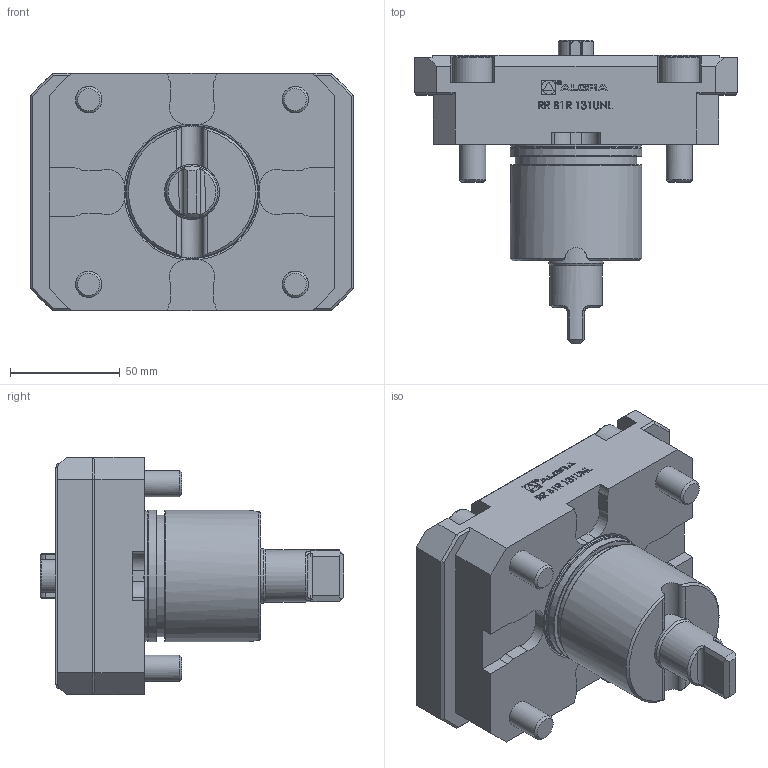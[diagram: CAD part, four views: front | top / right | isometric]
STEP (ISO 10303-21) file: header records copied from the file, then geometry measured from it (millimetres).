
FILE_DESCRIPTION (( 'STEP AP214' ), '1' );
FILE_NAME ('RRB1R131UNL.STEP', '2026-01-22T15:07:58', ( '' ), ( '' ), 'SwSTEP 2.0', 'SolidWorks 2023', '' );
FILE_SCHEMA (( 'AUTOMOTIVE_DESIGN' ));
Length unit declared in the file: millimetre
Products named in the file (1): RRB1R131UNL
Bounding box: 147 x 138.2 x 108 mm (x, y, z)
Volume: 734572.1 mm3; surface area: 71309.7 mm2
Topology: 1 solids, 1 shells, 497 faces, 1315 edges, 863 vertices
Faces by surface type: plane 326, cylinder 88, bspline 54, cone 17, torus 12
Full cylindrical faces by diameter (mm): 1.7 x1, 2.1 x1, 6.366 x1, 12 x4, 18 x4, 23.7 x1, 25 x1, 55.2 x1, 59.5 x1, 59.8 x1, 59.9 x1
Entity records: 21500 total; most frequent: CARTESIAN_POINT 6850, ORIENTED_EDGE 2544, DIRECTION 2200, EDGE_CURVE 1272, VECTOR 912, LINE 912, VERTEX_POINT 854, AXIS2_PLACEMENT_3D 644
